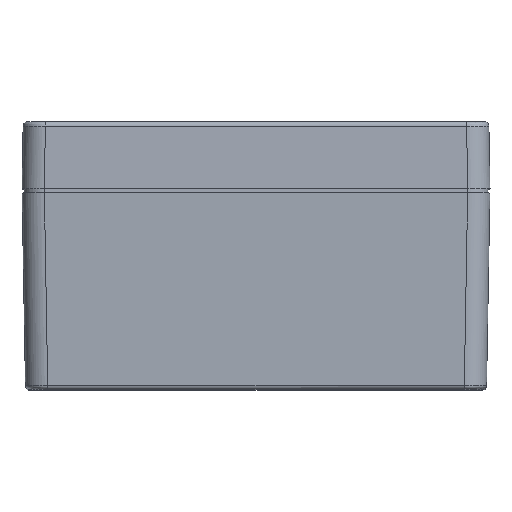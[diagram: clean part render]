
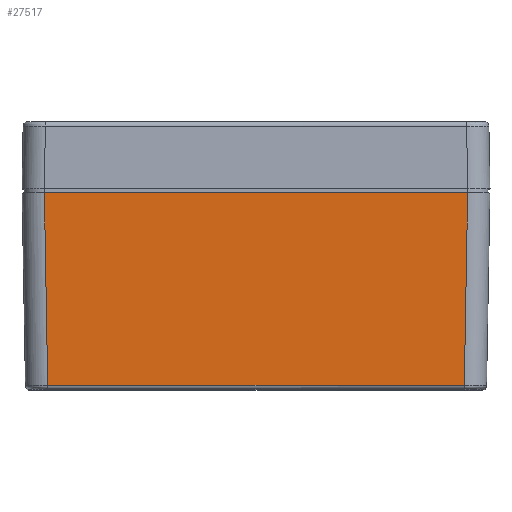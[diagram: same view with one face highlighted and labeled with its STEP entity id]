
A CAD part, top view. The second image highlights one B-rep face of the part: STEP entity #27517.
In plain terms, the highlighted planar face has unit normal (0, -0.018, 1).
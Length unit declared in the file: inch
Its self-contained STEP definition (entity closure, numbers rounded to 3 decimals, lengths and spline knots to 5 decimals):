
#2636 = LINE ( 'NONE', #19982, #9101 ) ;
#3037 = CARTESIAN_POINT ( 'NONE',  ( -1.83979, -1.73691, 2.03661 ) ) ;
#4129 = CARTESIAN_POINT ( 'NONE',  ( 1.83979, -1.73691, 2.03661 ) ) ;
#5607 = VECTOR ( 'NONE', #11185, 39.37008 ) ;
#9101 = VECTOR ( 'NONE', #15441, 39.37008 ) ;
#10137 = LINE ( 'NONE', #68557, #59352 ) ;
#11185 = DIRECTION ( 'NONE',  ( -1., 0., 0. ) ) ;
#11782 = VERTEX_POINT ( 'NONE', #21650 ) ;
#14269 = VECTOR ( 'NONE', #53346, 39.37008 ) ;
#14481 = CARTESIAN_POINT ( 'NONE',  ( -2.06693, 0., 2.06693 ) ) ;
#15441 = DIRECTION ( 'NONE',  ( -1., 0., 0. ) ) ;
#16256 = ORIENTED_EDGE ( 'NONE', *, *, #23152, .F. ) ;
#19982 = CARTESIAN_POINT ( 'NONE',  ( -1.03346, -1.73691, 2.03661 ) ) ;
#21650 = CARTESIAN_POINT ( 'NONE',  ( -1.86942, -0.03937, 2.06624 ) ) ;
#23152 = EDGE_CURVE ( 'NONE', #63463, #44594, #2636, .T. ) ;
#25787 = FACE_OUTER_BOUND ( 'NONE', #70433, .T. ) ;
#27517 = ADVANCED_FACE ( 'NONE', ( #25787 ), #43168, .T. ) ;
#43168 = PLANE ( 'NONE',  #61992 ) ;
#44099 = EDGE_CURVE ( 'NONE', #74606, #11782, #67768, .T. ) ;
#44594 = VERTEX_POINT ( 'NONE', #3037 ) ;
#47355 = ORIENTED_EDGE ( 'NONE', *, *, #57122, .F. ) ;
#53346 = DIRECTION ( 'NONE',  ( -0.017, -1., -0.017 ) ) ;
#57032 = DIRECTION ( 'NONE',  ( 0., -1., -0.017 ) ) ;
#57122 = EDGE_CURVE ( 'NONE', #44594, #11782, #10137, .T. ) ;
#58243 = CARTESIAN_POINT ( 'NONE',  ( 1.86954, -0.03262, 2.06636 ) ) ;
#59352 = VECTOR ( 'NONE', #73099, 39.37008 ) ;
#61992 = AXIS2_PLACEMENT_3D ( 'NONE', #14481, #73985, #57032 ) ;
#62849 = CARTESIAN_POINT ( 'NONE',  ( -2.06693, -0.03937, 2.06624 ) ) ;
#63463 = VERTEX_POINT ( 'NONE', #4129 ) ;
#65019 = LINE ( 'NONE', #58243, #14269 ) ;
#66747 = CARTESIAN_POINT ( 'NONE',  ( 1.86942, -0.03937, 2.06624 ) ) ;
#67504 = ORIENTED_EDGE ( 'NONE', *, *, #44099, .T. ) ;
#67768 = LINE ( 'NONE', #62849, #5607 ) ;
#68557 = CARTESIAN_POINT ( 'NONE',  ( -1.86954, -0.03262, 2.06636 ) ) ;
#69433 = EDGE_CURVE ( 'NONE', #74606, #63463, #65019, .T. ) ;
#70433 = EDGE_LOOP ( 'NONE', ( #67504, #47355, #16256, #72496 ) ) ;
#72496 = ORIENTED_EDGE ( 'NONE', *, *, #69433, .F. ) ;
#73099 = DIRECTION ( 'NONE',  ( -0.017, 1., 0.017 ) ) ;
#73985 = DIRECTION ( 'NONE',  ( 0., -0.017, 1. ) ) ;
#74606 = VERTEX_POINT ( 'NONE', #66747 ) ;
